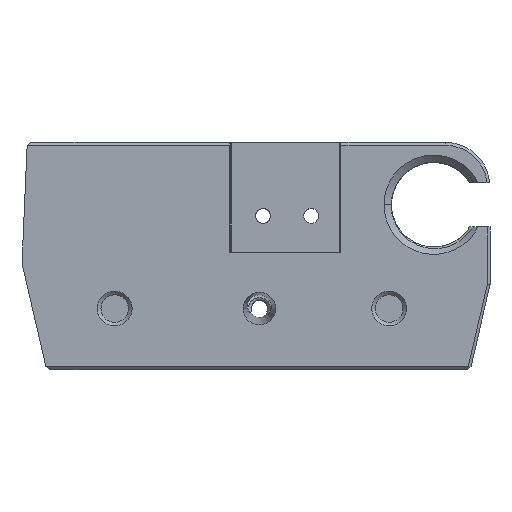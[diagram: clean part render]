
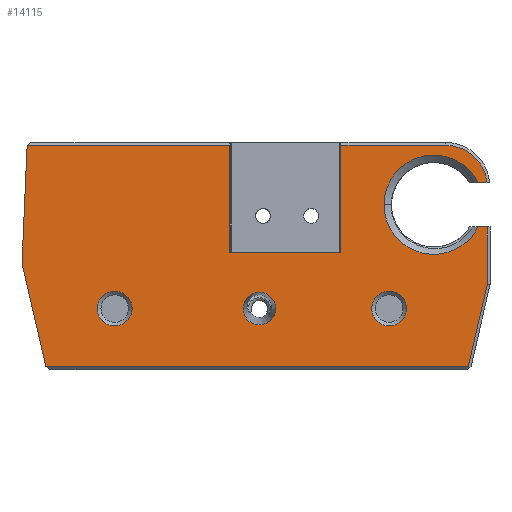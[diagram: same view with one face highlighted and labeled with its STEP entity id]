
A CAD part, top view. The second image highlights one B-rep face of the part: STEP entity #14115.
In plain terms, the highlighted planar face has unit normal (0, 0, 1).
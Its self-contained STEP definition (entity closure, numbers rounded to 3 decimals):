
#12217=CARTESIAN_POINT('',(-9.269,-7.791,-4.5));
#12218=VERTEX_POINT('',#12217);
#12225=CARTESIAN_POINT('',(-12.49,6.122,-4.5));
#12226=VERTEX_POINT('',#12225);
#12227=CARTESIAN_POINT('',(-9.269,-7.791,-4.5));
#12228=DIRECTION('',(-0.226,0.974,0.));
#12229=VECTOR('',#12228,14.281);
#12230=LINE('',#12227,#12229);
#12231=EDGE_CURVE('',#12218,#12226,#12230,.T.);
#12250=CARTESIAN_POINT('',(-11.797,21.997,-4.5));
#12251=VERTEX_POINT('',#12250);
#12252=CARTESIAN_POINT('',(-12.49,6.122,-4.5));
#12253=DIRECTION('',(0.044,0.999,0.));
#12254=VECTOR('',#12253,15.89);
#12255=LINE('',#12252,#12254);
#12256=EDGE_CURVE('',#12226,#12251,#12255,.T.);
#12277=CARTESIAN_POINT('',(15.501,21.997,-4.5));
#12278=VERTEX_POINT('',#12277);
#12295=CARTESIAN_POINT('',(15.501,21.997,-4.5));
#12296=DIRECTION('',(-1.,-0.,-0.));
#12297=VECTOR('',#12296,27.298);
#12298=LINE('',#12295,#12297);
#12299=EDGE_CURVE('',#12278,#12251,#12298,.T.);
#12310=CARTESIAN_POINT('',(15.501,7.497,-4.5));
#12311=VERTEX_POINT('',#12310);
#12312=CARTESIAN_POINT('',(15.501,7.497,-4.5));
#12313=DIRECTION('',(0.,1.,-0.));
#12314=VECTOR('',#12313,14.5);
#12315=LINE('',#12312,#12314);
#12316=EDGE_CURVE('',#12311,#12278,#12315,.T.);
#12348=CARTESIAN_POINT('',(30.301,7.497,-4.5));
#12349=VERTEX_POINT('',#12348);
#12368=CARTESIAN_POINT('',(30.301,7.497,-4.5));
#12369=DIRECTION('',(-1.,-0.,-0.));
#12370=VECTOR('',#12369,14.8);
#12371=LINE('',#12368,#12370);
#12372=EDGE_CURVE('',#12349,#12311,#12371,.T.);
#12382=CARTESIAN_POINT('',(30.442,7.555,-4.5));
#12383=VERTEX_POINT('',#12382);
#12392=CARTESIAN_POINT('',(30.301,7.697,-4.5));
#12393=DIRECTION('',(0.,0.,-1.));
#12394=DIRECTION('',(-1.,0.,0.));
#12395=AXIS2_PLACEMENT_3D('',#12392,#12393,#12394);
#12396=CIRCLE('',#12395,0.2);
#12397=EDGE_CURVE('',#12383,#12349,#12396,.T.);
#12409=CARTESIAN_POINT('',(30.501,21.997,-4.5));
#12410=VERTEX_POINT('',#12409);
#12433=CARTESIAN_POINT('',(30.501,7.697,-4.5));
#12434=VERTEX_POINT('',#12433);
#12441=CARTESIAN_POINT('',(30.501,21.997,-4.5));
#12442=DIRECTION('',(-0.,-1.,0.));
#12443=VECTOR('',#12442,14.3);
#12444=LINE('',#12441,#12443);
#12445=EDGE_CURVE('',#12410,#12434,#12444,.T.);
#12455=CARTESIAN_POINT('',(21.701,-0.003,-4.5));
#12456=VERTEX_POINT('',#12455);
#12463=CARTESIAN_POINT('',(19.501,-0.003,-4.5));
#12464=DIRECTION('',(-0.,-0.,-1.));
#12465=DIRECTION('',(1.,0.,-0.));
#12466=AXIS2_PLACEMENT_3D('',#12463,#12464,#12465);
#12467=CIRCLE('',#12466,2.2);
#12468=EDGE_CURVE('',#12456,#12456,#12467,.T.);
#12484=CARTESIAN_POINT('',(0.,2.35,-4.5));
#12485=VERTEX_POINT('',#12484);
#12492=CARTESIAN_POINT('',(-0.,-2.35,-4.5));
#12493=VERTEX_POINT('',#12492);
#12494=CARTESIAN_POINT('',(0.,-0.,-4.5));
#12495=DIRECTION('',(0.,0.,1.));
#12496=DIRECTION('',(0.,-1.,0.));
#12497=AXIS2_PLACEMENT_3D('',#12494,#12495,#12496);
#12498=CIRCLE('',#12497,2.35);
#12499=EDGE_CURVE('',#12485,#12493,#12498,.T.);
#12501=CARTESIAN_POINT('',(0.,-0.,-4.5));
#12502=DIRECTION('',(0.,0.,1.));
#12503=DIRECTION('',(0.,-1.,0.));
#12504=AXIS2_PLACEMENT_3D('',#12501,#12502,#12503);
#12505=CIRCLE('',#12504,2.35);
#12506=EDGE_CURVE('',#12493,#12485,#12505,.T.);
#13812=CARTESIAN_POINT('',(-9.254,-7.803,-4.5));
#13813=VERTEX_POINT('',#13812);
#13820=CARTESIAN_POINT('',(-9.254,-7.803,-4.5));
#13821=DIRECTION('',(-0.783,0.621,0.));
#13822=VECTOR('',#13821,0.02);
#13823=LINE('',#13820,#13822);
#13824=EDGE_CURVE('',#13813,#12218,#13823,.T.);
#13853=CARTESIAN_POINT('',(47.657,-7.803,-4.5));
#13854=VERTEX_POINT('',#13853);
#13861=CARTESIAN_POINT('',(-9.254,-7.803,-4.5));
#13862=DIRECTION('',(1.,0.,0.));
#13863=VECTOR('',#13862,56.911);
#13864=LINE('',#13861,#13863);
#13865=EDGE_CURVE('',#13813,#13854,#13864,.T.);
#13971=CARTESIAN_POINT('',(33.424,4.597,-4.5));
#13972=DIRECTION('',(0.,-0.,-1.));
#13973=DIRECTION('',(1.,0.,0.));
#13974=AXIS2_PLACEMENT_3D('',#13971,#13972,#13973);
#13975=PLANE('',#13974);
#13976=ORIENTED_EDGE('',*,*,#12499,.F.);
#13977=ORIENTED_EDGE('',*,*,#12506,.F.);
#13978=EDGE_LOOP('',(#13976,#13977));
#13979=FACE_BOUND('',#13978,.T.);
#13980=ORIENTED_EDGE('',*,*,#12468,.T.);
#13981=EDGE_LOOP('',(#13980));
#13982=FACE_BOUND('',#13981,.T.);
#13983=ORIENTED_EDGE('',*,*,#13865,.T.);
#13984=CARTESIAN_POINT('',(50.217,3.253,-4.5));
#13985=VERTEX_POINT('',#13984);
#13986=CARTESIAN_POINT('',(50.217,3.253,-4.5));
#13987=DIRECTION('',(-0.226,-0.974,0.));
#13988=VECTOR('',#13987,11.348);
#13989=LINE('',#13986,#13988);
#13990=EDGE_CURVE('',#13985,#13854,#13989,.T.);
#13991=ORIENTED_EDGE('',*,*,#13990,.F.);
#13992=CARTESIAN_POINT('',(50.217,10.997,-4.5));
#13993=VERTEX_POINT('',#13992);
#13994=CARTESIAN_POINT('',(50.217,10.997,-4.5));
#13995=DIRECTION('',(0.,-1.,0.));
#13996=VECTOR('',#13995,7.744);
#13997=LINE('',#13994,#13996);
#13998=EDGE_CURVE('',#13993,#13985,#13997,.T.);
#13999=ORIENTED_EDGE('',*,*,#13998,.F.);
#14000=CARTESIAN_POINT('',(48.992,10.997,-4.5));
#14001=VERTEX_POINT('',#14000);
#14002=CARTESIAN_POINT('',(50.217,10.997,-4.5));
#14003=DIRECTION('',(-1.,-0.,-0.));
#14004=VECTOR('',#14003,1.225);
#14005=LINE('',#14002,#14004);
#14006=EDGE_CURVE('',#13993,#14001,#14005,.T.);
#14007=ORIENTED_EDGE('',*,*,#14006,.T.);
#14008=CARTESIAN_POINT('',(36.301,13.997,-4.5));
#14009=VERTEX_POINT('',#14008);
#14010=CARTESIAN_POINT('',(43.001,13.997,-4.5));
#14011=DIRECTION('',(0.,0.,1.));
#14012=DIRECTION('',(0.,-1.,0.));
#14013=AXIS2_PLACEMENT_3D('',#14010,#14011,#14012);
#14014=CIRCLE('',#14013,6.7);
#14015=EDGE_CURVE('',#14009,#14001,#14014,.T.);
#14016=ORIENTED_EDGE('',*,*,#14015,.F.);
#14017=CARTESIAN_POINT('',(48.992,16.997,-4.5));
#14018=VERTEX_POINT('',#14017);
#14019=CARTESIAN_POINT('',(43.001,13.997,-4.5));
#14020=DIRECTION('',(0.,0.,1.));
#14021=DIRECTION('',(0.,-1.,0.));
#14022=AXIS2_PLACEMENT_3D('',#14019,#14020,#14021);
#14023=CIRCLE('',#14022,6.7);
#14024=EDGE_CURVE('',#14018,#14009,#14023,.T.);
#14025=ORIENTED_EDGE('',*,*,#14024,.F.);
#14026=CARTESIAN_POINT('',(50.185,16.997,-4.5));
#14027=VERTEX_POINT('',#14026);
#14028=CARTESIAN_POINT('',(48.992,16.997,-4.5));
#14029=DIRECTION('',(1.,0.,0.));
#14030=VECTOR('',#14029,1.193);
#14031=LINE('',#14028,#14030);
#14032=EDGE_CURVE('',#14018,#14027,#14031,.T.);
#14033=ORIENTED_EDGE('',*,*,#14032,.T.);
#14034=CARTESIAN_POINT('',(44.599,21.997,-4.5));
#14035=VERTEX_POINT('',#14034);
#14036=CARTESIAN_POINT('',(44.599,21.997,-4.5));
#14037=CARTESIAN_POINT('',(44.944,21.997,-4.5));
#14038=CARTESIAN_POINT('',(45.285,21.965,-4.5));
#14039=CARTESIAN_POINT('',(45.623,21.902,-4.5));
#14040=CARTESIAN_POINT('',(45.792,21.87,-4.5));
#14041=CARTESIAN_POINT('',(45.96,21.831,-4.5));
#14042=CARTESIAN_POINT('',(46.125,21.785,-4.5));
#14043=CARTESIAN_POINT('',(46.289,21.738,-4.5));
#14044=CARTESIAN_POINT('',(46.45,21.685,-4.5));
#14045=CARTESIAN_POINT('',(46.609,21.625,-4.5));
#14046=CARTESIAN_POINT('',(46.927,21.504,-4.5));
#14047=CARTESIAN_POINT('',(47.233,21.355,-4.5));
#14048=CARTESIAN_POINT('',(47.528,21.176,-4.5));
#14049=CARTESIAN_POINT('',(47.822,20.997,-4.5));
#14050=CARTESIAN_POINT('',(48.095,20.793,-4.5));
#14051=CARTESIAN_POINT('',(48.347,20.566,-4.5));
#14052=CARTESIAN_POINT('',(48.473,20.452,-4.5));
#14053=CARTESIAN_POINT('',(48.594,20.333,-4.5));
#14054=CARTESIAN_POINT('',(48.71,20.207,-4.5));
#14055=CARTESIAN_POINT('',(48.826,20.082,-4.5));
#14056=CARTESIAN_POINT('',(48.937,19.95,-4.5));
#14057=CARTESIAN_POINT('',(49.041,19.814,-4.5));
#14058=CARTESIAN_POINT('',(49.25,19.541,-4.5));
#14059=CARTESIAN_POINT('',(49.433,19.254,-4.5));
#14060=CARTESIAN_POINT('',(49.589,18.952,-4.5));
#14061=CARTESIAN_POINT('',(49.667,18.801,-4.5));
#14062=CARTESIAN_POINT('',(49.739,18.646,-4.5));
#14063=CARTESIAN_POINT('',(49.804,18.487,-4.5));
#14064=CARTESIAN_POINT('',(49.869,18.329,-4.5));
#14065=CARTESIAN_POINT('',(49.927,18.166,-4.5));
#14066=CARTESIAN_POINT('',(49.977,18.002,-4.5));
#14067=CARTESIAN_POINT('',(50.077,17.674,-4.5));
#14068=CARTESIAN_POINT('',(50.147,17.339,-4.5));
#14069=CARTESIAN_POINT('',(50.185,16.997,-4.5));
#14070=B_SPLINE_CURVE_WITH_KNOTS('',3,(#14036,#14037,#14038,#14039,#14040,#14041,#14042,#14043,#14044,#14045,#14046,#14047,#14048,#14049,#14050,#14051,#14052,#14053,#14054,#14055,#14056,#14057,#14058,#14059,#14060,#14061,
#14062,#14063,#14064,#14065,#14066,#14067,#14068,#14069),.UNSPECIFIED.,.F.,.F.,(4,3,3,3,3,3,3,3,3,3,3,4),(0.,0.001,0.002,0.002,0.003,0.004,0.005,0.005,0.006,0.007,0.007,0.008),.UNSPECIFIED.);
#14071=EDGE_CURVE('',#14035,#14027,#14070,.T.);
#14072=ORIENTED_EDGE('',*,*,#14071,.F.);
#14073=CARTESIAN_POINT('',(44.569,21.997,-4.5));
#14074=VERTEX_POINT('',#14073);
#14075=CARTESIAN_POINT('',(44.569,21.997,-4.5));
#14076=DIRECTION('',(1.,0.,0.));
#14077=VECTOR('',#14076,0.031);
#14078=LINE('',#14075,#14077);
#14079=EDGE_CURVE('',#14074,#14035,#14078,.T.);
#14080=ORIENTED_EDGE('',*,*,#14079,.F.);
#14081=CARTESIAN_POINT('',(44.569,21.997,-4.5));
#14082=DIRECTION('',(-1.,-0.,-0.));
#14083=VECTOR('',#14082,14.068);
#14084=LINE('',#14081,#14083);
#14085=EDGE_CURVE('',#14074,#12410,#14084,.T.);
#14086=ORIENTED_EDGE('',*,*,#14085,.T.);
#14087=ORIENTED_EDGE('',*,*,#12445,.T.);
#14088=CARTESIAN_POINT('',(30.301,7.697,-4.5));
#14089=DIRECTION('',(0.,0.,-1.));
#14090=DIRECTION('',(-1.,0.,0.));
#14091=AXIS2_PLACEMENT_3D('',#14088,#14089,#14090);
#14092=CIRCLE('',#14091,0.2);
#14093=EDGE_CURVE('',#12434,#12383,#14092,.T.);
#14094=ORIENTED_EDGE('',*,*,#14093,.T.);
#14095=ORIENTED_EDGE('',*,*,#12397,.T.);
#14096=ORIENTED_EDGE('',*,*,#12372,.T.);
#14097=ORIENTED_EDGE('',*,*,#12316,.T.);
#14098=ORIENTED_EDGE('',*,*,#12299,.T.);
#14099=ORIENTED_EDGE('',*,*,#12256,.F.);
#14100=ORIENTED_EDGE('',*,*,#12231,.F.);
#14101=ORIENTED_EDGE('',*,*,#13824,.F.);
#14102=EDGE_LOOP('',(#13983,#13991,#13999,#14007,#14016,#14025,#14033,#14072,#14080,#14086,#14087,#14094,#14095,#14096,#14097,#14098,#14099,#14100,#14101));
#14103=FACE_BOUND('',#14102,.T.);
#14104=CARTESIAN_POINT('',(37.,-2.35,-4.5));
#14105=VERTEX_POINT('',#14104);
#14106=CARTESIAN_POINT('',(37.,0.,-4.5));
#14107=DIRECTION('',(-0.,-0.,-1.));
#14108=DIRECTION('',(0.,-1.,0.));
#14109=AXIS2_PLACEMENT_3D('',#14106,#14107,#14108);
#14110=CIRCLE('',#14109,2.35);
#14111=EDGE_CURVE('',#14105,#14105,#14110,.T.);
#14112=ORIENTED_EDGE('',*,*,#14111,.T.);
#14113=EDGE_LOOP('',(#14112));
#14114=FACE_BOUND('',#14113,.T.);
#14115=ADVANCED_FACE('',(#13979,#13982,#14103,#14114),#13975,.F.);
